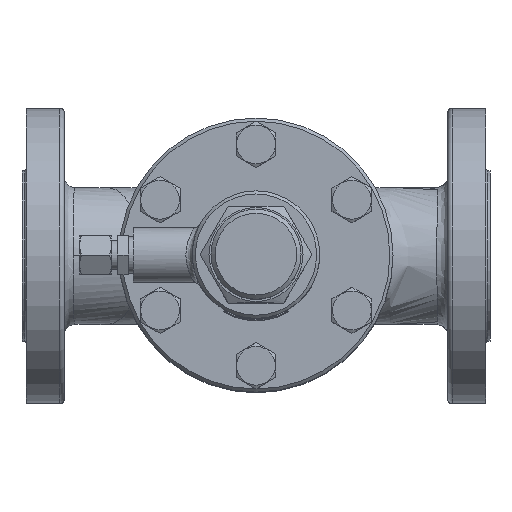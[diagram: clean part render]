
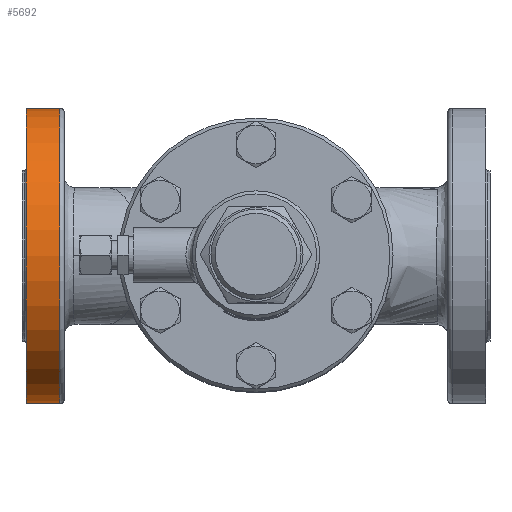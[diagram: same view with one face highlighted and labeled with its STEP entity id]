
A CAD part, top view. The second image highlights one B-rep face of the part: STEP entity #5692.
In plain terms, the highlighted cylindrical face has radius 70 mm (diameter 140 mm), a full revolution.
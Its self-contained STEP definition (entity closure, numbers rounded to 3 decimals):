
#751=LINE('',#11593,#1121);
#1121=VECTOR('',#7723,70.);
#1180=CYLINDRICAL_SURFACE('',#6258,70.);
#1506=FACE_OUTER_BOUND('',#1911,.T.);
#1911=EDGE_LOOP('',(#5091,#5092,#5093,#5094,#5095,#5096));
#2138=CIRCLE('',#6240,70.);
#2139=CIRCLE('',#6241,70.);
#2149=CIRCLE('',#6256,70.);
#2150=CIRCLE('',#6257,70.);
#2683=VERTEX_POINT('',#11558);
#2684=VERTEX_POINT('',#11559);
#2693=VERTEX_POINT('',#11587);
#2694=VERTEX_POINT('',#11589);
#3486=EDGE_CURVE('',#2683,#2684,#2138,.T.);
#3487=EDGE_CURVE('',#2684,#2683,#2139,.T.);
#3501=EDGE_CURVE('',#2693,#2694,#2149,.T.);
#3502=EDGE_CURVE('',#2694,#2693,#2150,.T.);
#3503=EDGE_CURVE('',#2694,#2684,#751,.T.);
#5091=ORIENTED_EDGE('',*,*,#3502,.F.);
#5092=ORIENTED_EDGE('',*,*,#3503,.T.);
#5093=ORIENTED_EDGE('',*,*,#3487,.T.);
#5094=ORIENTED_EDGE('',*,*,#3486,.T.);
#5095=ORIENTED_EDGE('',*,*,#3503,.F.);
#5096=ORIENTED_EDGE('',*,*,#3501,.F.);
#5692=ADVANCED_FACE('',(#1506),#1180,.T.);
#6240=AXIS2_PLACEMENT_3D('',#11560,#7681,#7682);
#6241=AXIS2_PLACEMENT_3D('',#11561,#7683,#7684);
#6256=AXIS2_PLACEMENT_3D('',#11590,#7717,#7718);
#6257=AXIS2_PLACEMENT_3D('',#11591,#7719,#7720);
#6258=AXIS2_PLACEMENT_3D('',#11592,#7721,#7722);
#7681=DIRECTION('center_axis',(1.,0.,0.));
#7682=DIRECTION('ref_axis',(0.,-1.,0.));
#7683=DIRECTION('center_axis',(1.,0.,0.));
#7684=DIRECTION('ref_axis',(0.,-1.,0.));
#7717=DIRECTION('center_axis',(1.,0.,0.));
#7718=DIRECTION('ref_axis',(0.,-1.,0.));
#7719=DIRECTION('center_axis',(1.,0.,0.));
#7720=DIRECTION('ref_axis',(0.,-1.,0.));
#7721=DIRECTION('center_axis',(-1.,0.,0.));
#7722=DIRECTION('ref_axis',(0.,-1.,0.));
#7723=DIRECTION('',(-1.,0.,0.));
#11558=CARTESIAN_POINT('',(-109.,0.,-143.));
#11559=CARTESIAN_POINT('',(-109.,70.,-73.));
#11560=CARTESIAN_POINT('Origin',(-109.,0.,-73.));
#11561=CARTESIAN_POINT('Origin',(-109.,0.,-73.));
#11587=CARTESIAN_POINT('',(-93.,0.,-3.));
#11589=CARTESIAN_POINT('',(-93.,70.,-73.));
#11590=CARTESIAN_POINT('Origin',(-93.,0.,-73.));
#11591=CARTESIAN_POINT('Origin',(-93.,0.,-73.));
#11592=CARTESIAN_POINT('Origin',(-111.,0.,-73.));
#11593=CARTESIAN_POINT('',(-111.,70.,-73.));
